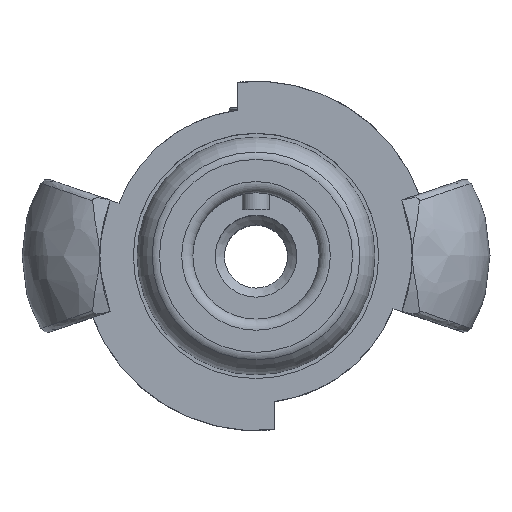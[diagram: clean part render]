
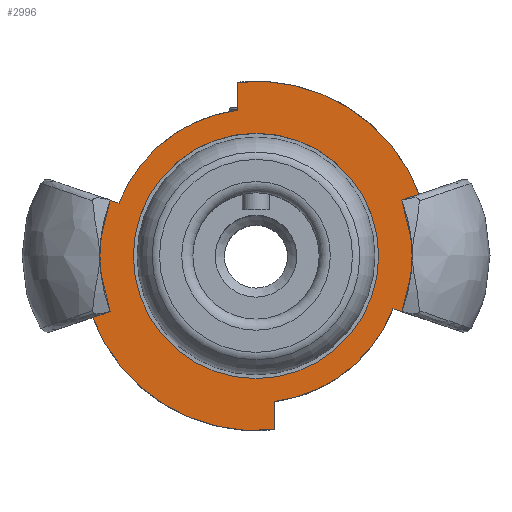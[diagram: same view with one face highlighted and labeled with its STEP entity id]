
A CAD part, top view. The second image highlights one B-rep face of the part: STEP entity #2996.
In plain terms, the highlighted planar face has unit normal (0, 0, 1).
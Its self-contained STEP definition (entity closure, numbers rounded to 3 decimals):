
#249=FACE_BOUND('',#553,.T.);
#284=PLANE('',#3354);
#382=FACE_OUTER_BOUND('',#552,.T.);
#552=EDGE_LOOP('',(#2232,#2233,#2234,#2235,#2236,#2237,#2238,#2239,#2240,
#2241,#2242,#2243));
#553=EDGE_LOOP('',(#2244,#2245));
#726=LINE('',#5507,#883);
#731=LINE('',#5638,#888);
#734=LINE('',#5645,#891);
#742=LINE('',#5705,#899);
#744=LINE('',#5747,#901);
#745=LINE('',#5751,#902);
#883=VECTOR('',#3835,10.);
#888=VECTOR('',#3848,10.);
#891=VECTOR('',#3853,10.);
#899=VECTOR('',#3873,10.);
#901=VECTOR('',#3879,10.);
#902=VECTOR('',#3882,10.);
#1023=CIRCLE('',#3315,19.75);
#1032=CIRCLE('',#3330,16.5);
#1033=CIRCLE('',#3331,16.5);
#1040=CIRCLE('',#3350,23.5);
#1041=CIRCLE('',#3355,25.5);
#1042=CIRCLE('',#3356,23.497);
#1043=CIRCLE('',#3357,19.75);
#1044=CIRCLE('',#3358,25.5);
#1237=VERTEX_POINT('',#4952);
#1238=VERTEX_POINT('',#4954);
#1251=VERTEX_POINT('',#5032);
#1252=VERTEX_POINT('',#5033);
#1277=VERTEX_POINT('',#5504);
#1278=VERTEX_POINT('',#5506);
#1285=VERTEX_POINT('',#5636);
#1287=VERTEX_POINT('',#5642);
#1288=VERTEX_POINT('',#5644);
#1294=VERTEX_POINT('',#5692);
#1295=VERTEX_POINT('',#5698);
#1298=VERTEX_POINT('',#5703);
#1301=VERTEX_POINT('',#5748);
#1302=VERTEX_POINT('',#5750);
#1568=EDGE_CURVE('',#1237,#1238,#1023,.T.);
#1586=EDGE_CURVE('',#1251,#1252,#1032,.T.);
#1587=EDGE_CURVE('',#1252,#1251,#1033,.T.);
#1624=EDGE_CURVE('',#1277,#1278,#726,.T.);
#1636=EDGE_CURVE('',#1285,#1237,#731,.T.);
#1639=EDGE_CURVE('',#1287,#1288,#734,.T.);
#1647=EDGE_CURVE('',#1287,#1294,#1040,.T.);
#1652=EDGE_CURVE('',#1295,#1298,#742,.T.);
#1656=EDGE_CURVE('',#1294,#1238,#744,.T.);
#1657=EDGE_CURVE('',#1301,#1285,#1041,.T.);
#1658=EDGE_CURVE('',#1302,#1301,#745,.T.);
#1659=EDGE_CURVE('',#1302,#1295,#1042,.T.);
#1660=EDGE_CURVE('',#1278,#1298,#1043,.T.);
#1661=EDGE_CURVE('',#1288,#1277,#1044,.T.);
#2232=ORIENTED_EDGE('',*,*,#1639,.F.);
#2233=ORIENTED_EDGE('',*,*,#1647,.T.);
#2234=ORIENTED_EDGE('',*,*,#1656,.T.);
#2235=ORIENTED_EDGE('',*,*,#1568,.F.);
#2236=ORIENTED_EDGE('',*,*,#1636,.F.);
#2237=ORIENTED_EDGE('',*,*,#1657,.F.);
#2238=ORIENTED_EDGE('',*,*,#1658,.F.);
#2239=ORIENTED_EDGE('',*,*,#1659,.T.);
#2240=ORIENTED_EDGE('',*,*,#1652,.T.);
#2241=ORIENTED_EDGE('',*,*,#1660,.F.);
#2242=ORIENTED_EDGE('',*,*,#1624,.F.);
#2243=ORIENTED_EDGE('',*,*,#1661,.F.);
#2244=ORIENTED_EDGE('',*,*,#1586,.T.);
#2245=ORIENTED_EDGE('',*,*,#1587,.T.);
#2996=ADVANCED_FACE('',(#382,#249),#284,.F.);
#3315=AXIS2_PLACEMENT_3D('',#4955,#3768,#3769);
#3330=AXIS2_PLACEMENT_3D('',#5034,#3804,#3805);
#3331=AXIS2_PLACEMENT_3D('',#5035,#3806,#3807);
#3350=AXIS2_PLACEMENT_3D('',#5694,#3863,#3864);
#3354=AXIS2_PLACEMENT_3D('',#5746,#3877,#3878);
#3355=AXIS2_PLACEMENT_3D('',#5749,#3880,#3881);
#3356=AXIS2_PLACEMENT_3D('',#5752,#3883,#3884);
#3357=AXIS2_PLACEMENT_3D('',#5753,#3885,#3886);
#3358=AXIS2_PLACEMENT_3D('',#5754,#3887,#3888);
#3768=DIRECTION('center_axis',(0.,0.,-1.));
#3769=DIRECTION('ref_axis',(-1.,0.,0.));
#3804=DIRECTION('center_axis',(0.,0.,-1.));
#3805=DIRECTION('ref_axis',(1.,0.,0.));
#3806=DIRECTION('center_axis',(0.,0.,-1.));
#3807=DIRECTION('ref_axis',(1.,0.,0.));
#3835=DIRECTION('',(0.948,-0.319,0.));
#3848=DIRECTION('',(-0.948,0.319,0.));
#3853=DIRECTION('',(-0.948,-0.319,0.));
#3863=DIRECTION('center_axis',(0.,0.,1.));
#3864=DIRECTION('ref_axis',(-0.936,-0.353,0.));
#3873=DIRECTION('',(0.,-1.,0.));
#3877=DIRECTION('center_axis',(0.,0.,-1.));
#3878=DIRECTION('ref_axis',(-1.,0.,0.));
#3879=DIRECTION('',(0.,1.,0.));
#3880=DIRECTION('center_axis',(0.,0.,-1.));
#3881=DIRECTION('ref_axis',(0.,-1.,0.));
#3882=DIRECTION('',(0.948,0.319,0.));
#3883=DIRECTION('center_axis',(0.,0.,1.));
#3884=DIRECTION('ref_axis',(0.936,0.353,0.));
#3885=DIRECTION('center_axis',(0.,0.,-1.));
#3886=DIRECTION('ref_axis',(-1.,0.,0.));
#3887=DIRECTION('center_axis',(0.,0.,-1.));
#3888=DIRECTION('ref_axis',(0.,-1.,0.));
#4952=CARTESIAN_POINT('',(18.429,-7.101,-0.238));
#4954=CARTESIAN_POINT('',(2.5,-19.591,-0.238));
#4955=CARTESIAN_POINT('Origin',(0.,0.,-0.238));
#5032=CARTESIAN_POINT('',(16.5,0.,-0.238));
#5033=CARTESIAN_POINT('',(-16.5,0.,-0.238));
#5034=CARTESIAN_POINT('Origin',(0.,0.,-0.238));
#5035=CARTESIAN_POINT('Origin',(0.,0.,-0.238));
#5504=CARTESIAN_POINT('',(-23.883,8.937,-0.238));
#5506=CARTESIAN_POINT('',(-18.429,7.101,-0.238));
#5507=CARTESIAN_POINT('',(-12.197,5.002,-0.238));
#5636=CARTESIAN_POINT('',(23.883,-8.937,-0.238));
#5638=CARTESIAN_POINT('',(16.054,-6.301,-0.238));
#5642=CARTESIAN_POINT('',(-21.986,-8.299,-0.238));
#5644=CARTESIAN_POINT('',(-23.883,-8.937,-0.238));
#5645=CARTESIAN_POINT('',(-11.008,-4.601,-0.238));
#5692=CARTESIAN_POINT('',(2.5,-23.367,-0.238));
#5694=CARTESIAN_POINT('Origin',(0.,0.,-0.238));
#5698=CARTESIAN_POINT('',(-2.5,23.364,-0.238));
#5703=CARTESIAN_POINT('',(-2.5,19.591,-0.238));
#5705=CARTESIAN_POINT('',(-2.5,0.,-0.238));
#5746=CARTESIAN_POINT('Origin',(0.,-12.75,-0.238));
#5747=CARTESIAN_POINT('',(2.5,0.,-0.238));
#5748=CARTESIAN_POINT('',(23.883,8.937,-0.238));
#5749=CARTESIAN_POINT('Origin',(0.,0.,-0.238));
#5750=CARTESIAN_POINT('',(21.984,8.298,-0.238));
#5751=CARTESIAN_POINT('',(7.151,3.302,-0.238));
#5752=CARTESIAN_POINT('Origin',(0.,0.,-0.238));
#5753=CARTESIAN_POINT('Origin',(0.,0.,-0.238));
#5754=CARTESIAN_POINT('Origin',(0.,0.,-0.238));
